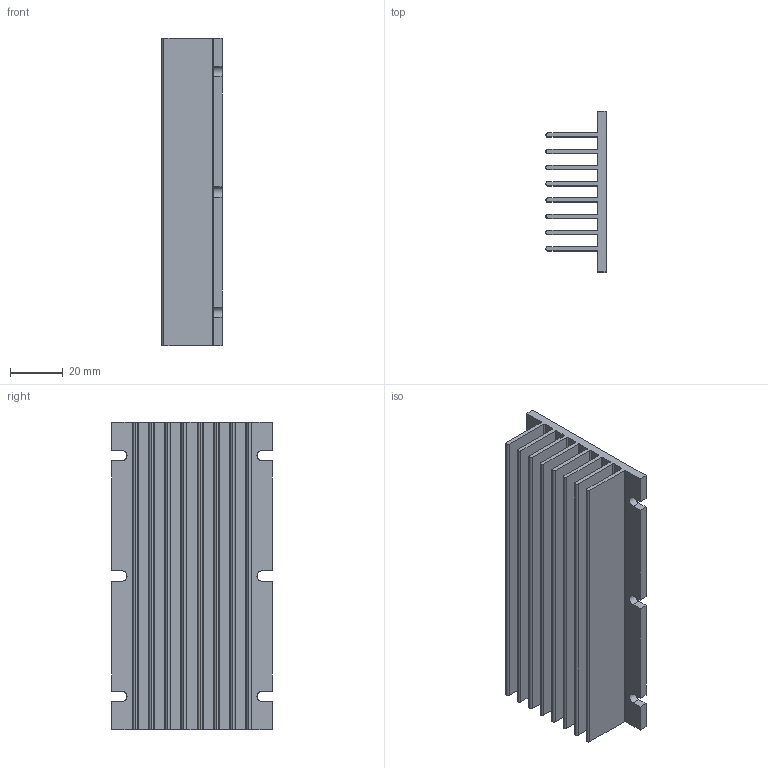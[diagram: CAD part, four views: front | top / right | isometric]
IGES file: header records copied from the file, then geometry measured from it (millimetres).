
Start section: SolidWorks IGES file using analytic representation for surfaces
Global section: file name: 30089r2.igs; native system: SolidWorks 2010; preprocessor: SolidWorks 2010; author: kkamath; date: 110630.105352; units: inch
Bounding box: 22.86 x 60.96 x 116.84 mm (x, y, z)
Surface area: 51667.1 mm2 (no closed solid volume)
Topology: 0 solids, 0 shells, 86 faces, 876 edges, 876 vertices
Faces by surface type: bspline 48, revolution 38
